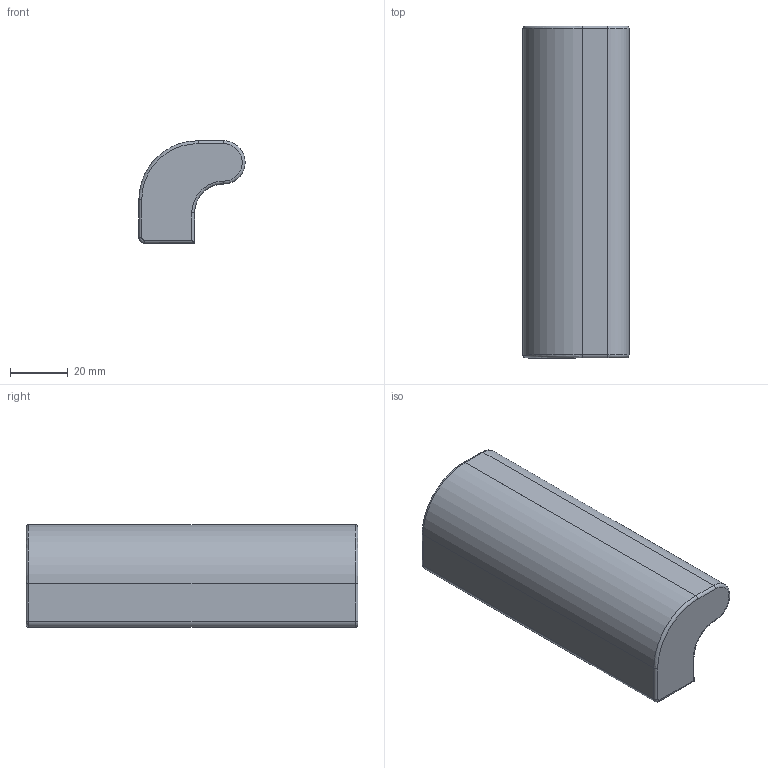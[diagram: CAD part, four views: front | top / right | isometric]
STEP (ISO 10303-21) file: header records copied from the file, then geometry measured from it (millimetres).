
FILE_DESCRIPTION(('STEP AP203'),'2;1');
FILE_NAME('15.301.00R.stp','2011-03-21T15:56:29',(''),(''),'2009.3.110','THINKDESIGN','');
FILE_SCHEMA(('CONFIG_CONTROL_DESIGN'));
Length unit declared in the file: millimetre
Bounding box: 36.83 x 115 x 35.51 mm (x, y, z)
Volume: 97578.5 mm3; surface area: 16464.3 mm2
Topology: 1 solids, 1 shells, 33 faces, 73 edges, 44 vertices
Faces by surface type: cylinder 15, bspline 10, plane 8
Full cylindrical faces by diameter (mm): 6.35 x2
Entity records: 1782 total; most frequent: CARTESIAN_POINT 954, DIRECTION 161, ORIENTED_EDGE 146, EDGE_CURVE 73, AXIS2_PLACEMENT_3D 67, VERTEX_POINT 44, CIRCLE 44, EDGE_LOOP 35
